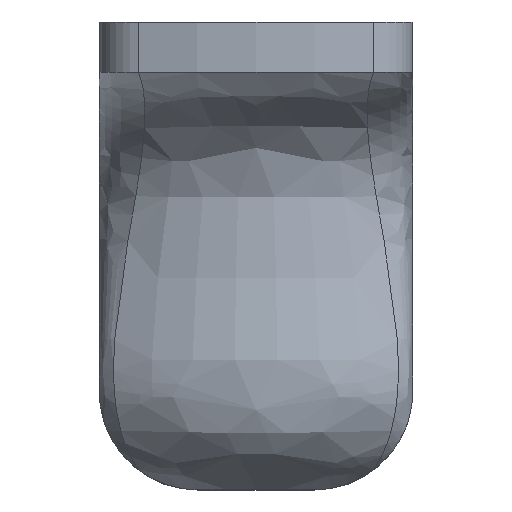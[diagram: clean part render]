
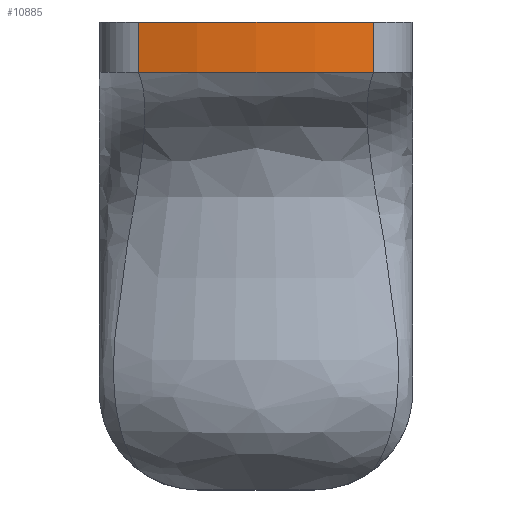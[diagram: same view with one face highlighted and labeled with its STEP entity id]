
A CAD part, top view. The second image highlights one B-rep face of the part: STEP entity #10885.
In plain terms, the highlighted cylindrical face has radius 24.956 mm (diameter 49.911 mm), a partial arc.
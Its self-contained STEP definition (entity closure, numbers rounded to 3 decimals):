
#8524 = PLANE('',#8525);
#8525 = AXIS2_PLACEMENT_3D('',#8526,#8527,#8528);
#8526 = CARTESIAN_POINT('',(0.,14.983,0.));
#8527 = DIRECTION('',(0.,1.,0.));
#8528 = DIRECTION('',(1.,0.,0.));
#8950 = ( BOUNDED_SURFACE() B_SPLINE_SURFACE(7,3,(
    (#8951,#8952,#8953,#8954)
    ,(#8955,#8956,#8957,#8958)
    ,(#8959,#8960,#8961,#8962)
    ,(#8963,#8964,#8965,#8966)
    ,(#8967,#8968,#8969,#8970)
    ,(#8971,#8972,#8973,#8974)
    ,(#8975,#8976,#8977,#8978)
    ,(#8979,#8980,#8981,#8982
)),.UNSPECIFIED.,.F.,.F.,.F.) B_SPLINE_SURFACE_WITH_KNOTS((8,8),(4,4),(
    3.,4.),(0.,1.),.PIECEWISE_BEZIER_KNOTS.) 
GEOMETRIC_REPRESENTATION_ITEM() RATIONAL_B_SPLINE_SURFACE((
    (1.,1.,1.,1.)
    ,(1.,1.,1.,1.)
    ,(1.,1.,1.,1.)
    ,(1.,1.,1.,1.)
    ,(1.,1.,1.,1.)
    ,(1.,1.,1.,1.)
    ,(1.,1.,1.,1.)
,(1.,1.,1.,1.))) REPRESENTATION_ITEM('') SURFACE() );
#8951 = CARTESIAN_POINT('',(-6.622,-12.983,25.092));
#8952 = CARTESIAN_POINT('',(-12.712,-7.574,
    36.929));
#8953 = CARTESIAN_POINT('',(-5.612,7.049,
    18.384));
#8954 = CARTESIAN_POINT('',(-7.653,11.983,38.645));
#8955 = CARTESIAN_POINT('',(-5.068,-12.983,25.99));
#8956 = CARTESIAN_POINT('',(-9.571,-7.574,
    38.698));
#8957 = CARTESIAN_POINT('',(-4.358,7.049,
    19.297));
#8958 = CARTESIAN_POINT('',(-5.699,11.983,39.218));
#8959 = CARTESIAN_POINT('',(-3.356,-12.983,26.616));
#8960 = CARTESIAN_POINT('',(-6.122,-7.574,
    39.932));
#8961 = CARTESIAN_POINT('',(-2.936,7.049,
    19.936));
#8962 = CARTESIAN_POINT('',(-3.691,11.983,39.606));
#8963 = CARTESIAN_POINT('',(-1.545,-12.983,26.938));
#8964 = CARTESIAN_POINT('',(-2.478,-7.574,
    40.567));
#8965 = CARTESIAN_POINT('',(-1.406,7.049,
    20.265));
#8966 = CARTESIAN_POINT('',(-1.649,11.983,39.802));
#8967 = CARTESIAN_POINT('',(0.3,-12.983,26.938));
#8968 = CARTESIAN_POINT('',(1.234,-7.574,
    40.567));
#8969 = CARTESIAN_POINT('',(0.161,7.049,
    20.265));
#8970 = CARTESIAN_POINT('',(0.404,11.983,39.802));
#8971 = CARTESIAN_POINT('',(2.112,-12.983,26.616));
#8972 = CARTESIAN_POINT('',(4.878,-7.574,
    39.932));
#8973 = CARTESIAN_POINT('',(1.691,7.049,
    19.936));
#8974 = CARTESIAN_POINT('',(2.446,11.983,39.606));
#8975 = CARTESIAN_POINT('',(3.823,-12.983,25.99));
#8976 = CARTESIAN_POINT('',(8.326,-7.574,
    38.698));
#8977 = CARTESIAN_POINT('',(3.114,7.049,
    19.297));
#8978 = CARTESIAN_POINT('',(4.455,11.983,39.218));
#8979 = CARTESIAN_POINT('',(5.378,-12.983,25.092));
#8980 = CARTESIAN_POINT('',(11.467,-7.574,
    36.929));
#8981 = CARTESIAN_POINT('',(4.367,7.049,
    18.384));
#8982 = CARTESIAN_POINT('',(6.409,11.983,38.645));
#10136 = VERTEX_POINT('',#10137);
#10137 = CARTESIAN_POINT('',(6.409,11.983,38.645));
#10175 = CYLINDRICAL_SURFACE('',#10176,3.269);
#10176 = AXIS2_PLACEMENT_3D('',#10177,#10178,#10179);
#10177 = CARTESIAN_POINT('',(5.488,11.983,35.508));
#10178 = DIRECTION('',(0.,-1.,0.));
#10179 = DIRECTION('',(1.,0.,0.));
#10445 = VERTEX_POINT('',#10446);
#10446 = CARTESIAN_POINT('',(-7.653,14.983,38.645));
#10465 = CYLINDRICAL_SURFACE('',#10466,3.269);
#10466 = AXIS2_PLACEMENT_3D('',#10467,#10468,#10469);
#10467 = CARTESIAN_POINT('',(-6.732,11.983,35.508));
#10468 = DIRECTION('',(0.,-1.,0.));
#10469 = DIRECTION('',(1.,0.,0.));
#10477 = EDGE_CURVE('',#10478,#10445,#10480,.T.);
#10478 = VERTEX_POINT('',#10479);
#10479 = CARTESIAN_POINT('',(6.409,14.983,38.645));
#10480 = SURFACE_CURVE('',#10481,(#10486,#10497),.PCURVE_S1.);
#10481 = CIRCLE('',#10482,24.956);
#10482 = AXIS2_PLACEMENT_3D('',#10483,#10484,#10485);
#10483 = CARTESIAN_POINT('',(-0.622,14.983,14.7));
#10484 = DIRECTION('',(0.,-1.,0.));
#10485 = DIRECTION('',(1.,0.,0.));
#10486 = PCURVE('',#8524,#10487);
#10487 = DEFINITIONAL_REPRESENTATION('',(#10488),#10496);
#10488 = ( BOUNDED_CURVE() B_SPLINE_CURVE(2,(#10489,#10490,#10491,#10492
    ,#10493,#10494,#10495),.UNSPECIFIED.,.T.,.F.) 
B_SPLINE_CURVE_WITH_KNOTS((1,2,2,2,2,1),(-2.094,0.,
    2.094,4.189,6.283,8.378),
.UNSPECIFIED.) CURVE() GEOMETRIC_REPRESENTATION_ITEM() 
RATIONAL_B_SPLINE_CURVE((1.,0.5,1.,0.5,1.,0.5,1.)) REPRESENTATION_ITEM(
  '') );
#10489 = CARTESIAN_POINT('',(24.333,-14.7));
#10490 = CARTESIAN_POINT('',(24.333,-57.924));
#10491 = CARTESIAN_POINT('',(-13.1,-36.312));
#10492 = CARTESIAN_POINT('',(-50.533,-14.7));
#10493 = CARTESIAN_POINT('',(-13.1,6.912));
#10494 = CARTESIAN_POINT('',(24.333,28.524));
#10495 = CARTESIAN_POINT('',(24.333,-14.7));
#10496 = ( GEOMETRIC_REPRESENTATION_CONTEXT(2) 
PARAMETRIC_REPRESENTATION_CONTEXT() REPRESENTATION_CONTEXT('2D SPACE',''
  ) );
#10497 = PCURVE('',#10498,#10503);
#10498 = CYLINDRICAL_SURFACE('',#10499,24.956);
#10499 = AXIS2_PLACEMENT_3D('',#10500,#10501,#10502);
#10500 = CARTESIAN_POINT('',(-0.622,11.983,14.7));
#10501 = DIRECTION('',(0.,-1.,0.));
#10502 = DIRECTION('',(1.,0.,0.));
#10503 = DEFINITIONAL_REPRESENTATION('',(#10504),#10508);
#10504 = LINE('',#10505,#10506);
#10505 = CARTESIAN_POINT('',(-6.283,-3.));
#10506 = VECTOR('',#10507,1.);
#10507 = DIRECTION('',(1.,-0.));
#10508 = ( GEOMETRIC_REPRESENTATION_CONTEXT(2) 
PARAMETRIC_REPRESENTATION_CONTEXT() REPRESENTATION_CONTEXT('2D SPACE',''
  ) );
#10788 = VERTEX_POINT('',#10789);
#10789 = CARTESIAN_POINT('',(-7.653,11.983,38.645));
#10838 = EDGE_CURVE('',#10788,#10136,#10839,.T.);
#10839 = SURFACE_CURVE('',#10840,(#10845,#10851),.PCURVE_S1.);
#10840 = CIRCLE('',#10841,24.956);
#10841 = AXIS2_PLACEMENT_3D('',#10842,#10843,#10844);
#10842 = CARTESIAN_POINT('',(-0.622,11.983,14.7));
#10843 = DIRECTION('',(0.,1.,0.));
#10844 = DIRECTION('',(1.,0.,0.));
#10845 = PCURVE('',#8950,#10846);
#10846 = DEFINITIONAL_REPRESENTATION('',(#10847),#10850);
#10847 = B_SPLINE_CURVE_WITH_KNOTS('',1,(#10848,#10849),.UNSPECIFIED.,
  .F.,.F.,(2,2),(4.427,4.998),
  .PIECEWISE_BEZIER_KNOTS.);
#10848 = CARTESIAN_POINT('',(3.,1.));
#10849 = CARTESIAN_POINT('',(4.,1.));
#10850 = ( GEOMETRIC_REPRESENTATION_CONTEXT(2) 
PARAMETRIC_REPRESENTATION_CONTEXT() REPRESENTATION_CONTEXT('2D SPACE',''
  ) );
#10851 = PCURVE('',#10498,#10852);
#10852 = DEFINITIONAL_REPRESENTATION('',(#10853),#10856);
#10853 = B_SPLINE_CURVE_WITH_KNOTS('',1,(#10854,#10855),.UNSPECIFIED.,
  .F.,.F.,(2,2),(4.427,4.998),
  .PIECEWISE_BEZIER_KNOTS.);
#10854 = CARTESIAN_POINT('',(-4.427,0.));
#10855 = CARTESIAN_POINT('',(-4.998,0.));
#10856 = ( GEOMETRIC_REPRESENTATION_CONTEXT(2) 
PARAMETRIC_REPRESENTATION_CONTEXT() REPRESENTATION_CONTEXT('2D SPACE',''
  ) );
#10863 = EDGE_CURVE('',#10136,#10478,#10864,.T.);
#10864 = SURFACE_CURVE('',#10865,(#10869,#10876),.PCURVE_S1.);
#10865 = LINE('',#10866,#10867);
#10866 = CARTESIAN_POINT('',(6.409,11.983,38.645));
#10867 = VECTOR('',#10868,1.);
#10868 = DIRECTION('',(0.,1.,0.));
#10869 = PCURVE('',#10175,#10870);
#10870 = DEFINITIONAL_REPRESENTATION('',(#10871),#10875);
#10871 = LINE('',#10872,#10873);
#10872 = CARTESIAN_POINT('',(-4.998,0.));
#10873 = VECTOR('',#10874,1.);
#10874 = DIRECTION('',(-0.,-1.));
#10875 = ( GEOMETRIC_REPRESENTATION_CONTEXT(2) 
PARAMETRIC_REPRESENTATION_CONTEXT() REPRESENTATION_CONTEXT('2D SPACE',''
  ) );
#10876 = PCURVE('',#10498,#10877);
#10877 = DEFINITIONAL_REPRESENTATION('',(#10878),#10882);
#10878 = LINE('',#10879,#10880);
#10879 = CARTESIAN_POINT('',(-4.998,0.));
#10880 = VECTOR('',#10881,1.);
#10881 = DIRECTION('',(-0.,-1.));
#10882 = ( GEOMETRIC_REPRESENTATION_CONTEXT(2) 
PARAMETRIC_REPRESENTATION_CONTEXT() REPRESENTATION_CONTEXT('2D SPACE',''
  ) );
#10885 = ADVANCED_FACE('',(#10886),#10498,.T.);
#10886 = FACE_BOUND('',#10887,.F.);
#10887 = EDGE_LOOP('',(#10888,#10889,#10910,#10911));
#10888 = ORIENTED_EDGE('',*,*,#10838,.F.);
#10889 = ORIENTED_EDGE('',*,*,#10890,.T.);
#10890 = EDGE_CURVE('',#10788,#10445,#10891,.T.);
#10891 = SURFACE_CURVE('',#10892,(#10896,#10903),.PCURVE_S1.);
#10892 = LINE('',#10893,#10894);
#10893 = CARTESIAN_POINT('',(-7.653,11.983,38.645));
#10894 = VECTOR('',#10895,1.);
#10895 = DIRECTION('',(0.,1.,0.));
#10896 = PCURVE('',#10498,#10897);
#10897 = DEFINITIONAL_REPRESENTATION('',(#10898),#10902);
#10898 = LINE('',#10899,#10900);
#10899 = CARTESIAN_POINT('',(-4.427,0.));
#10900 = VECTOR('',#10901,1.);
#10901 = DIRECTION('',(-0.,-1.));
#10902 = ( GEOMETRIC_REPRESENTATION_CONTEXT(2) 
PARAMETRIC_REPRESENTATION_CONTEXT() REPRESENTATION_CONTEXT('2D SPACE',''
  ) );
#10903 = PCURVE('',#10465,#10904);
#10904 = DEFINITIONAL_REPRESENTATION('',(#10905),#10909);
#10905 = LINE('',#10906,#10907);
#10906 = CARTESIAN_POINT('',(-4.427,0.));
#10907 = VECTOR('',#10908,1.);
#10908 = DIRECTION('',(-0.,-1.));
#10909 = ( GEOMETRIC_REPRESENTATION_CONTEXT(2) 
PARAMETRIC_REPRESENTATION_CONTEXT() REPRESENTATION_CONTEXT('2D SPACE',''
  ) );
#10910 = ORIENTED_EDGE('',*,*,#10477,.F.);
#10911 = ORIENTED_EDGE('',*,*,#10863,.F.);
